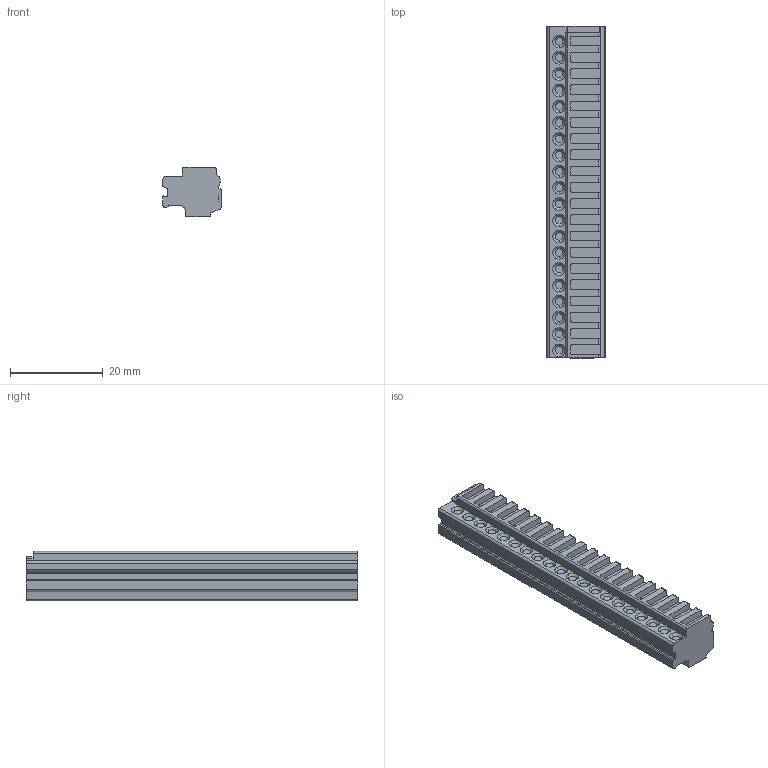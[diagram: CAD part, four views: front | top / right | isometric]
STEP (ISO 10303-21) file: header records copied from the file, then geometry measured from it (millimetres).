
FILE_DESCRIPTION((''),'2;1');
FILE_NAME('RRGG','2024-10-15T11:01:22',('tluser'),(''),'CREO PARAMETRIC BY PTC INC, 2018100','CREO PARAMETRIC BY PTC INC, 2018100','');
FILE_SCHEMA(('CONFIG_CONTROL_DESIGN'));
Length unit declared in the file: millimetre
Products named in the file (1): RRGG
Bounding box: 12.5 x 71.5 x 10.6 mm (x, y, z)
Volume: 6993.9 mm3; surface area: 4090.3 mm2
Topology: 1 solids, 1 shells, 629 faces, 1661 edges, 1094 vertices
Faces by surface type: plane 348, cylinder 201, cone 80
Entity records: 19839 total; most frequent: CARTESIAN_POINT 3728, DIRECTION 3441, ORIENTED_EDGE 3322, EDGE_CURVE 1661, AXIS2_PLACEMENT_3D 1191, VERTEX_POINT 1094, VECTOR 1059, LINE 1059
